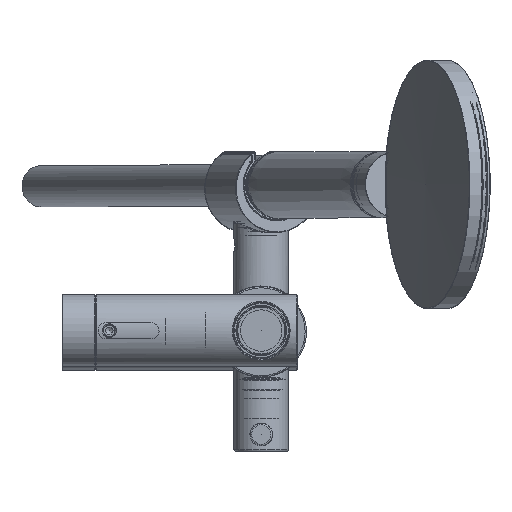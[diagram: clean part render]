
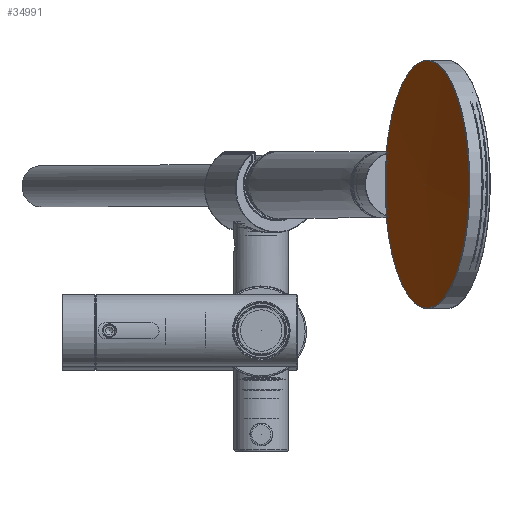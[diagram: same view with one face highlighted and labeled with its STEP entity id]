
A CAD part, top view. The second image highlights one B-rep face of the part: STEP entity #34991.
In plain terms, the highlighted spherical face has radius 2025.25 mm.
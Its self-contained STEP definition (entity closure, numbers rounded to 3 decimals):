
#956=SPHERICAL_SURFACE('',#37686,2025.25);
#4141=CIRCLE('',#37687,2024.786);
#4142=CIRCLE('',#37688,44.853);
#10502=ORIENTED_EDGE('',*,*,#14049,.T.);
#10503=ORIENTED_EDGE('',*,*,#14050,.F.);
#14049=EDGE_CURVE('',#16376,#16377,#4141,.F.);
#14050=EDGE_CURVE('',#16376,#16377,#4142,.F.);
#16376=VERTEX_POINT('',#70529);
#16377=VERTEX_POINT('',#70530);
#20557=EDGE_LOOP('',(#10502,#10503));
#22912=FACE_BOUND('',#20557,.T.);
#34991=ADVANCED_FACE('',(#22912),#956,.T.);
#37686=AXIS2_PLACEMENT_3D('',#70527,#43799,#43800);
#37687=AXIS2_PLACEMENT_3D('',#70528,#43801,#43802);
#37688=AXIS2_PLACEMENT_3D('',#70531,#43803,#43804);
#43799=DIRECTION('',(0.,1.,0.));
#43800=DIRECTION('',(0.,0.,1.));
#43801=DIRECTION('',(0.,0.,-1.));
#43802=DIRECTION('',(-1.,0.,0.));
#43803=DIRECTION('',(0.,1.,0.));
#43804=DIRECTION('',(0.,0.,1.));
#70527=CARTESIAN_POINT('',(0.,-2016.75,0.));
#70528=CARTESIAN_POINT('',(0.,-2016.75,-43.353));
#70529=CARTESIAN_POINT('',(11.503,8.003,-43.353));
#70530=CARTESIAN_POINT('',(-11.503,8.003,-43.353));
#70531=CARTESIAN_POINT('',(0.,8.003,0.));
